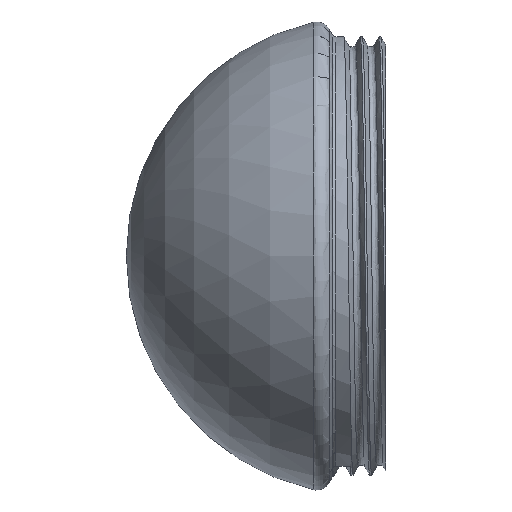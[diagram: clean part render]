
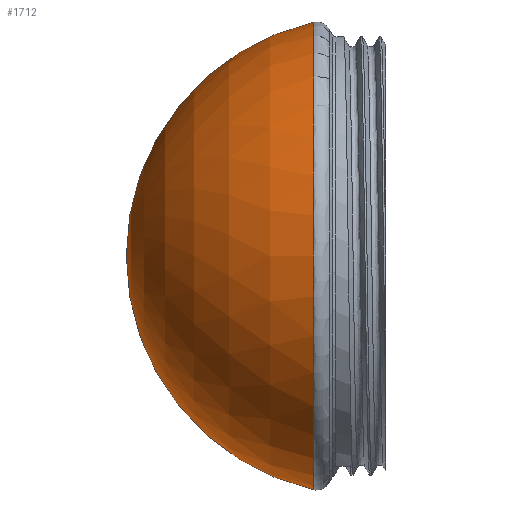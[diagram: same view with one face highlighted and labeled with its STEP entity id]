
A CAD part, left-side view. The second image highlights one B-rep face of the part: STEP entity #1712.
In plain terms, the highlighted spherical face has radius 14.671 mm.
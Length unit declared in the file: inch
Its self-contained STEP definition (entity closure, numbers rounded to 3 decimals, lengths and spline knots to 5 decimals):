
#790=CARTESIAN_POINT('',(0.,0.194,0.));
#791=DIRECTION('',(0.,1.,0.));
#792=DIRECTION('',(0.,0.,-1.));
#793=AXIS2_PLACEMENT_3D('',#790,#791,#792);
#795=CARTESIAN_POINT('',(0.,0.068,0.));
#796=DIRECTION('',(-1.,0.,0.));
#797=DIRECTION('',(0.,1.,0.));
#798=AXIS2_PLACEMENT_3D('',#795,#796,#797);
#800=CARTESIAN_POINT('',(0.,0.068,0.));
#801=DIRECTION('',(1.,0.,0.));
#802=DIRECTION('',(0.,1.,0.));
#803=AXIS2_PLACEMENT_3D('',#800,#801,#802);
#830=CARTESIAN_POINT('',(0.,0.64562,0.));
#831=CARTESIAN_POINT('',(0.,0.194,-0.56371));
#832=VERTEX_POINT('',#830);
#833=VERTEX_POINT('',#831);
#842=CARTESIAN_POINT('',(0.,0.194,0.56371));
#843=VERTEX_POINT('',#842);
#1700=CARTESIAN_POINT('',(0.,0.068,0.));
#1701=DIRECTION('',(0.,1.,0.));
#1702=DIRECTION('',(0.,0.,1.));
#1703=AXIS2_PLACEMENT_3D('',#1700,#1701,#1702);
#1704=SPHERICAL_SURFACE('',#1703,0.57762);
#1706=ORIENTED_EDGE('',*,*,#1705,.F.);
#1708=ORIENTED_EDGE('',*,*,#1707,.T.);
#1709=ORIENTED_EDGE('',*,*,#1693,.F.);
#1710=EDGE_LOOP('',(#1706,#1708,#1709));
#1711=FACE_OUTER_BOUND('',#1710,.F.);
#1712=ADVANCED_FACE('',(#1711),#1704,.T.);
#794=CIRCLE('',#793,0.56371);
#799=CIRCLE('',#798,0.57762);
#804=CIRCLE('',#803,0.57762);
#1693=EDGE_CURVE('',#833,#843,#794,.T.);
#1705=EDGE_CURVE('',#832,#833,#799,.T.);
#1707=EDGE_CURVE('',#832,#843,#804,.T.);
